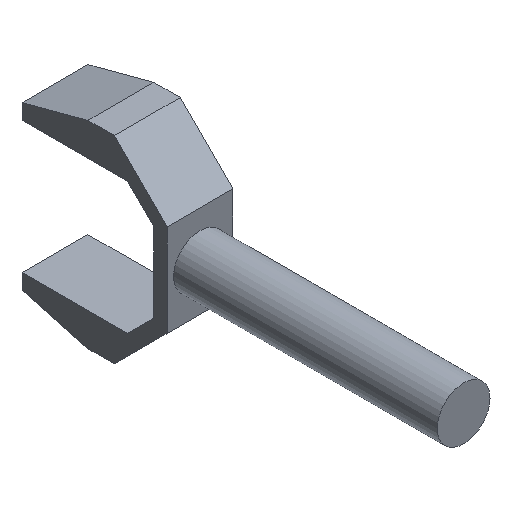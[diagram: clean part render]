
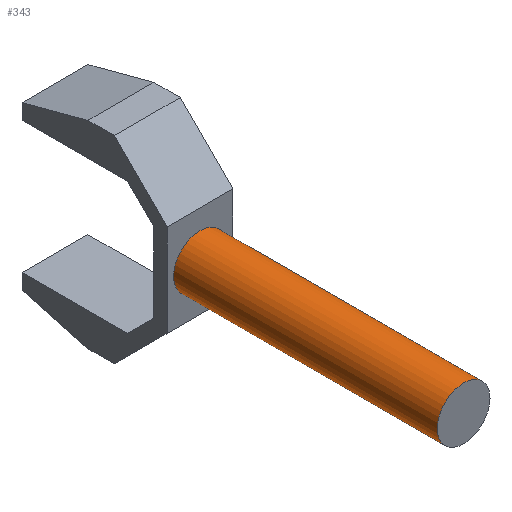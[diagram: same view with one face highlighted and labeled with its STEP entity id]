
A CAD part, isometric view. The second image highlights one B-rep face of the part: STEP entity #343.
In plain terms, the highlighted cylindrical face has radius 0.2 mm (diameter 0.4 mm), a full revolution.
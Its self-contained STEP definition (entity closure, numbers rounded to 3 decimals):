
#18=CYLINDRICAL_SURFACE('',#385,0.2);
#20=CIRCLE('',#375,0.2);
#21=CIRCLE('',#386,0.2);
#38=FACE_OUTER_BOUND('',#57,.T.);
#57=EDGE_LOOP('',(#305,#306,#307,#308));
#101=LINE('',#564,#144);
#144=VECTOR('',#468,0.2);
#167=VERTEX_POINT('',#531);
#174=VERTEX_POINT('',#563);
#203=EDGE_CURVE('',#167,#167,#20,.T.);
#218=EDGE_CURVE('',#167,#174,#101,.T.);
#219=EDGE_CURVE('',#174,#174,#21,.T.);
#305=ORIENTED_EDGE('',*,*,#203,.F.);
#306=ORIENTED_EDGE('',*,*,#218,.T.);
#307=ORIENTED_EDGE('',*,*,#219,.T.);
#308=ORIENTED_EDGE('',*,*,#218,.F.);
#343=ADVANCED_FACE('',(#38),#18,.T.);
#375=AXIS2_PLACEMENT_3D('',#532,#432,#433);
#385=AXIS2_PLACEMENT_3D('',#562,#466,#467);
#386=AXIS2_PLACEMENT_3D('',#565,#469,#470);
#432=DIRECTION('center_axis',(0.,1.,0.));
#433=DIRECTION('ref_axis',(-1.,0.,0.));
#466=DIRECTION('center_axis',(0.,1.,0.));
#467=DIRECTION('ref_axis',(-1.,0.,0.));
#468=DIRECTION('',(0.,-1.,0.));
#469=DIRECTION('center_axis',(0.,1.,0.));
#470=DIRECTION('ref_axis',(-1.,0.,0.));
#531=CARTESIAN_POINT('',(0.2,2.,0.));
#532=CARTESIAN_POINT('Origin',(0.,2.,0.));
#562=CARTESIAN_POINT('Origin',(0.,0.,0.));
#563=CARTESIAN_POINT('',(0.2,0.,0.));
#564=CARTESIAN_POINT('',(0.2,0.,0.));
#565=CARTESIAN_POINT('Origin',(0.,0.,0.));
